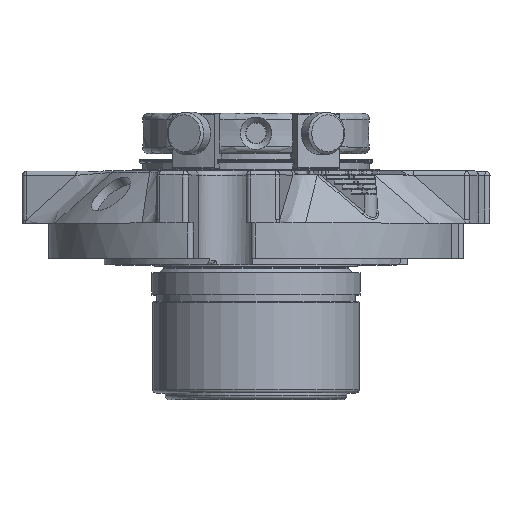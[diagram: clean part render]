
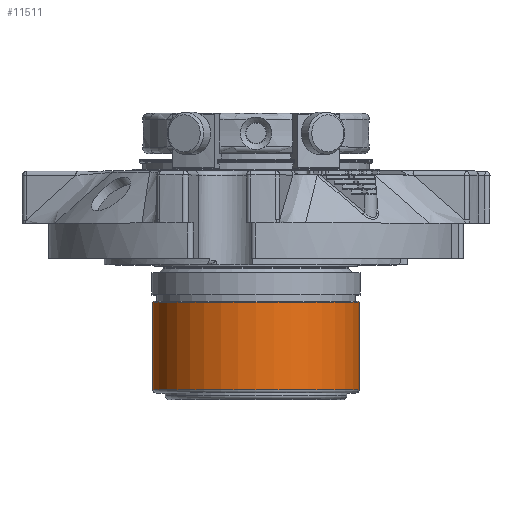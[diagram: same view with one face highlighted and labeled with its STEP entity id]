
A CAD part, top view. The second image highlights one B-rep face of the part: STEP entity #11511.
In plain terms, the highlighted cylindrical face has radius 24.486 mm (diameter 48.971 mm), a full revolution.
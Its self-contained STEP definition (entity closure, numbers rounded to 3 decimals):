
#3758=ORIENTED_EDGE('',*,*,#4927,.T.);
#3759=ORIENTED_EDGE('',*,*,#4928,.T.);
#4927=EDGE_CURVE('',#5680,#5680,#6158,.F.);
#4928=EDGE_CURVE('',#5681,#5681,#6159,.F.);
#5680=VERTEX_POINT('',#18733);
#5681=VERTEX_POINT('',#18736);
#6158=CIRCLE('',#12462,24.486);
#6159=CIRCLE('',#12464,24.486);
#6738=EDGE_LOOP('',(#3758));
#6739=EDGE_LOOP('',(#3759));
#7328=FACE_BOUND('',#6738,.T.);
#7329=FACE_BOUND('',#6739,.T.);
#7530=CYLINDRICAL_SURFACE('',#12463,24.486);
#11511=ADVANCED_FACE('',(#7328,#7329),#7530,.T.);
#12462=AXIS2_PLACEMENT_3D('',#18732,#14801,#14802);
#12463=AXIS2_PLACEMENT_3D('',#18734,#14803,#14804);
#12464=AXIS2_PLACEMENT_3D('',#18735,#14805,#14806);
#14801=DIRECTION('',(0.,-1.,0.));
#14802=DIRECTION('',(0.,0.,1.));
#14803=DIRECTION('',(0.,1.,0.));
#14804=DIRECTION('',(0.,0.,-1.));
#14805=DIRECTION('',(0.,1.,0.));
#14806=DIRECTION('',(0.,0.,-1.));
#18732=CARTESIAN_POINT('',(0.,2.337,0.));
#18733=CARTESIAN_POINT('',(0.,2.337,24.486));
#18734=CARTESIAN_POINT('',(0.,72.446,0.));
#18735=CARTESIAN_POINT('',(0.,23.063,0.));
#18736=CARTESIAN_POINT('',(0.,23.063,-24.486));
